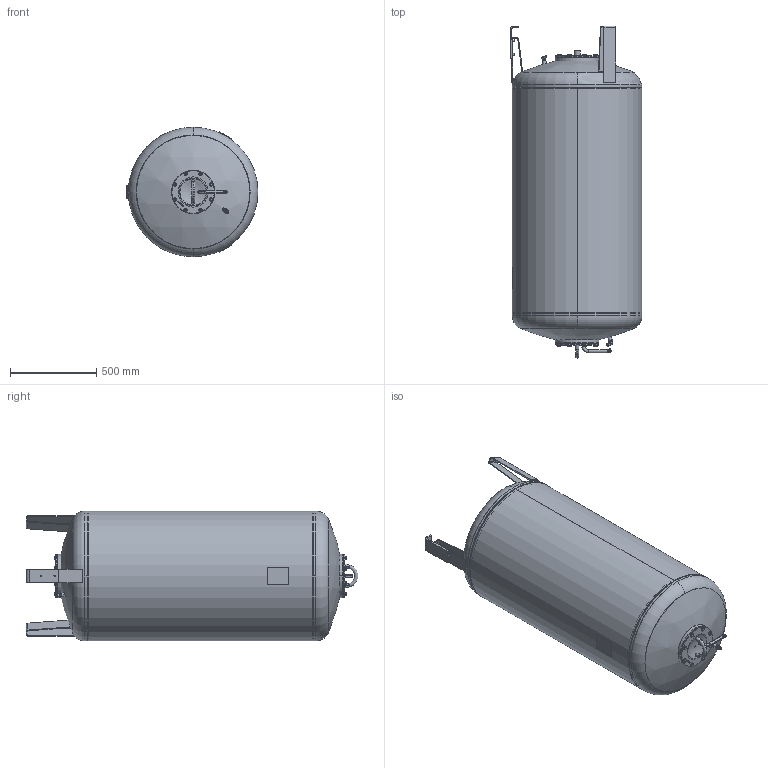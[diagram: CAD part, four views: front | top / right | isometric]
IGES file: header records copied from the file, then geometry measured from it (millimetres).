
Global section: file name: No Iges File Name specified; native system: Autodesk Inventor 2009; preprocessor: AutoDesk Inventor Iges Exporter R2009; author: CADJOBServer; date: 20091013.111416; units: millimetre
Bounding box: 763.44 x 1921.23 x 750 mm (x, y, z)
Volume: 24078905 mm3; surface area: 12004428.6 mm2
Topology: 25 solids, 25 shells, 1731 faces, 4310 edges, 2756 vertices
Faces by surface type: plane 641, bspline 280, revolution 264, cylinder 252, cone 231, torus 60, sphere 3
